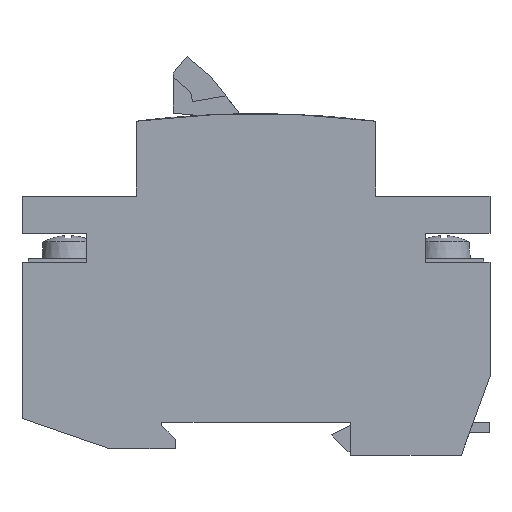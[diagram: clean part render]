
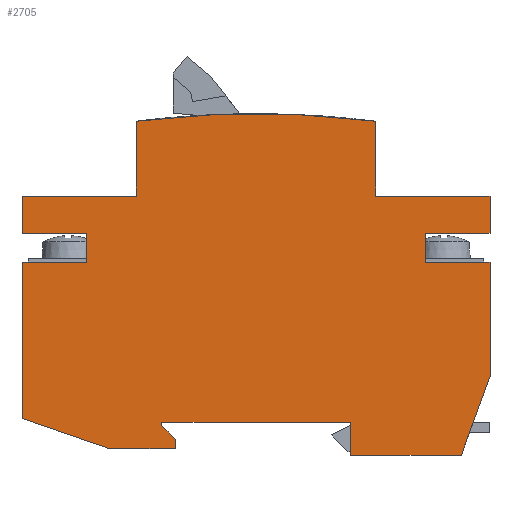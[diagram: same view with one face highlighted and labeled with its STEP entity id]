
A CAD part, left-side view. The second image highlights one B-rep face of the part: STEP entity #2705.
In plain terms, the highlighted planar face has unit normal (-1, 0, 0).
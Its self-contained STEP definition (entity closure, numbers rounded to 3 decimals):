
#2013=PLANE('',#9217);
#2340=FACE_OUTER_BOUND('',#4855,.T.);
#2705=ADVANCED_FACE('1232',(#2340),#2013,.F.);
#3280=LINE('',#12695,#4122);
#3283=LINE('',#12701,#4125);
#3285=LINE('',#12707,#4127);
#3296=LINE('',#12733,#4138);
#3302=LINE('',#12745,#4144);
#3314=LINE('',#12768,#4156);
#3316=LINE('',#12771,#4158);
#3328=LINE('',#12793,#4170);
#3341=LINE('',#12814,#4183);
#3349=LINE('',#12828,#4191);
#3356=LINE('',#12841,#4198);
#3359=LINE('',#12847,#4201);
#3362=LINE('',#12853,#4204);
#3365=LINE('',#12859,#4207);
#3372=LINE('',#12874,#4214);
#3377=LINE('',#12884,#4219);
#3379=LINE('',#12887,#4221);
#3394=LINE('',#12919,#4236);
#3398=LINE('',#12927,#4240);
#3417=LINE('',#12968,#4259);
#3420=LINE('',#12977,#4262);
#3422=LINE('',#12981,#4264);
#3423=LINE('',#12983,#4265);
#4122=VECTOR('',#10047,1.);
#4125=VECTOR('',#10052,1.);
#4127=VECTOR('',#10058,1.);
#4138=VECTOR('',#10083,1.);
#4144=VECTOR('',#10091,1.);
#4156=VECTOR('',#10107,1.);
#4158=VECTOR('',#10111,1.);
#4170=VECTOR('',#10137,1.);
#4183=VECTOR('',#10158,1.);
#4191=VECTOR('',#10168,1.);
#4198=VECTOR('',#10177,1.);
#4201=VECTOR('',#10182,1.);
#4204=VECTOR('',#10187,1.);
#4207=VECTOR('',#10192,1.);
#4214=VECTOR('',#10203,1.);
#4219=VECTOR('',#10210,1.);
#4221=VECTOR('',#10214,1.);
#4236=VECTOR('',#10247,1.);
#4240=VECTOR('',#10253,1.);
#4259=VECTOR('',#10284,1.);
#4262=VECTOR('',#10297,1.);
#4264=VECTOR('',#10301,1.);
#4265=VECTOR('',#10304,1.);
#4855=EDGE_LOOP('',(#5912,#5913,#5914,#5915,#5916,#5917,#5918,#5919,#5920,
#5921,#5922,#5923,#5924,#5925,#5926,#5927,#5928,#5929,#5930,#5931,#5932,
#5933,#5934,#5935));
#5912=ORIENTED_EDGE('',*,*,#8315,.T.);
#5913=ORIENTED_EDGE('',*,*,#8327,.F.);
#5914=ORIENTED_EDGE('',*,*,#8329,.F.);
#5915=ORIENTED_EDGE('',*,*,#8309,.T.);
#5916=ORIENTED_EDGE('',*,*,#8293,.F.);
#5917=ORIENTED_EDGE('',*,*,#8296,.F.);
#5918=ORIENTED_EDGE('',*,*,#8290,.F.);
#5919=ORIENTED_EDGE('',*,*,#8024,.F.);
#5920=ORIENTED_EDGE('',*,*,#8442,.F.);
#5921=ORIENTED_EDGE('',*,*,#8440,.F.);
#5922=ORIENTED_EDGE('',*,*,#8415,.F.);
#5923=ORIENTED_EDGE('',*,*,#8435,.F.);
#5924=ORIENTED_EDGE('',*,*,#8443,.F.);
#5925=ORIENTED_EDGE('',*,*,#8411,.T.);
#5926=ORIENTED_EDGE('',*,*,#8385,.F.);
#5927=ORIENTED_EDGE('',*,*,#8390,.F.);
#5928=ORIENTED_EDGE('',*,*,#8392,.F.);
#5929=ORIENTED_EDGE('',*,*,#8378,.F.);
#5930=ORIENTED_EDGE('',*,*,#8375,.F.);
#5931=ORIENTED_EDGE('',*,*,#8372,.F.);
#5932=ORIENTED_EDGE('',*,*,#8369,.F.);
#5933=ORIENTED_EDGE('',*,*,#8362,.F.);
#5934=ORIENTED_EDGE('',*,*,#8354,.F.);
#5935=ORIENTED_EDGE('',*,*,#8341,.F.);
#7354=VERTEX_POINT('',#12141);
#7356=VERTEX_POINT('',#12145);
#7581=VERTEX_POINT('',#12696);
#7582=VERTEX_POINT('',#12700);
#7583=VERTEX_POINT('',#12702);
#7593=VERTEX_POINT('',#12734);
#7596=VERTEX_POINT('',#12743);
#7598=VERTEX_POINT('',#12746);
#7606=VERTEX_POINT('',#12767);
#7610=VERTEX_POINT('',#12794);
#7614=VERTEX_POINT('',#12815);
#7618=VERTEX_POINT('',#12826);
#7624=VERTEX_POINT('',#12842);
#7626=VERTEX_POINT('',#12848);
#7628=VERTEX_POINT('',#12854);
#7630=VERTEX_POINT('',#12860);
#7635=VERTEX_POINT('',#12873);
#7636=VERTEX_POINT('',#12875);
#7639=VERTEX_POINT('',#12883);
#7648=VERTEX_POINT('',#12920);
#7650=VERTEX_POINT('',#12926);
#7651=VERTEX_POINT('',#12928);
#7666=VERTEX_POINT('',#12967);
#7668=VERTEX_POINT('',#12978);
#8024=EDGE_CURVE('',#7356,#7354,#8972,.T.);
#8290=EDGE_CURVE('',#7354,#7581,#3280,.T.);
#8293=EDGE_CURVE('',#7582,#7583,#3283,.T.);
#8296=EDGE_CURVE('',#7581,#7582,#3285,.T.);
#8309=EDGE_CURVE('',#7593,#7583,#3296,.T.);
#8315=EDGE_CURVE('',#7598,#7596,#3302,.T.);
#8327=EDGE_CURVE('',#7606,#7596,#3314,.T.);
#8329=EDGE_CURVE('',#7593,#7606,#3316,.T.);
#8341=EDGE_CURVE('',#7598,#7610,#3328,.T.);
#8354=EDGE_CURVE('',#7610,#7614,#3341,.T.);
#8362=EDGE_CURVE('',#7614,#7618,#3349,.T.);
#8369=EDGE_CURVE('',#7618,#7624,#3356,.T.);
#8372=EDGE_CURVE('',#7624,#7626,#3359,.T.);
#8375=EDGE_CURVE('',#7626,#7628,#3362,.T.);
#8378=EDGE_CURVE('',#7628,#7630,#3365,.T.);
#8385=EDGE_CURVE('',#7635,#7636,#3372,.T.);
#8390=EDGE_CURVE('',#7639,#7635,#3377,.T.);
#8392=EDGE_CURVE('',#7630,#7639,#3379,.T.);
#8411=EDGE_CURVE('',#7648,#7636,#3394,.T.);
#8415=EDGE_CURVE('',#7650,#7651,#3398,.T.);
#8435=EDGE_CURVE('',#7666,#7650,#3417,.T.);
#8440=EDGE_CURVE('',#7651,#7668,#3420,.T.);
#8442=EDGE_CURVE('',#7668,#7356,#3422,.T.);
#8443=EDGE_CURVE('',#7648,#7666,#3423,.T.);
#8972=CIRCLE('',#9097,180.);
#9097=AXIS2_PLACEMENT_3D('',#12146,#9667,#9668);
#9217=AXIS2_PLACEMENT_3D('',#12984,#10305,#10306);
#9667=DIRECTION('',(1.,0.,0.));
#9668=DIRECTION('',(0.,0.115,0.993));
#10047=DIRECTION('',(0.,0.,-1.));
#10052=DIRECTION('',(0.,0.,-1.));
#10058=DIRECTION('',(0.,-1.,0.));
#10083=DIRECTION('',(0.,-1.,0.));
#10091=DIRECTION('',(0.,0.,1.));
#10107=DIRECTION('',(0.,-1.,0.));
#10111=DIRECTION('',(0.,0.,-1.));
#10137=DIRECTION('',(0.,0.342,-0.94));
#10158=DIRECTION('',(0.,1.,0.));
#10168=DIRECTION('',(0.,0.,1.));
#10177=DIRECTION('',(0.,1.,0.));
#10182=DIRECTION('',(0.,0.,-1.));
#10187=DIRECTION('',(0.,-0.707,-0.707));
#10192=DIRECTION('',(0.,0.,-1.));
#10203=DIRECTION('',(0.,0.,1.));
#10210=DIRECTION('',(0.,0.946,0.326));
#10214=DIRECTION('',(0.,1.,0.));
#10247=DIRECTION('',(0.,1.,0.));
#10253=DIRECTION('',(0.,0.,1.));
#10284=DIRECTION('',(0.,1.,0.));
#10297=DIRECTION('',(0.,-1.,0.));
#10301=DIRECTION('',(0.,0.,1.));
#10304=DIRECTION('',(0.,0.,1.));
#10305=DIRECTION('',(1.,0.,0.));
#10306=DIRECTION('',(0.,1.,0.));
#12141=CARTESIAN_POINT('',(0.,21.5,62.788));
#12145=CARTESIAN_POINT('',(0.,66.5,62.788));
#12146=CARTESIAN_POINT('',(0.,44.,-115.8));
#12695=CARTESIAN_POINT('',(0.,21.5,61.016));
#12696=CARTESIAN_POINT('',(0.,21.5,48.7));
#12700=CARTESIAN_POINT('',(0.,0.,48.7));
#12701=CARTESIAN_POINT('',(0.,0.,46.7));
#12702=CARTESIAN_POINT('',(0.,0.,41.7));
#12707=CARTESIAN_POINT('',(0.,21.5,48.7));
#12733=CARTESIAN_POINT('',(0.,44.,41.7));
#12734=CARTESIAN_POINT('',(0.,12.2,41.7));
#12743=CARTESIAN_POINT('',(0.,0.,36.3));
#12745=CARTESIAN_POINT('',(0.,0.,24.1));
#12746=CARTESIAN_POINT('',(0.,0.,14.836));
#12767=CARTESIAN_POINT('',(0.,12.2,36.3));
#12768=CARTESIAN_POINT('',(0.,75.8,36.3));
#12771=CARTESIAN_POINT('',(0.,12.2,36.3));
#12793=CARTESIAN_POINT('',(0.,0.,14.836));
#12794=CARTESIAN_POINT('',(0.,5.4,0.));
#12814=CARTESIAN_POINT('',(0.,5.4,0.));
#12815=CARTESIAN_POINT('',(0.,26.2,0.));
#12826=CARTESIAN_POINT('',(0.,26.2,6.2));
#12828=CARTESIAN_POINT('',(0.,26.2,2.2));
#12841=CARTESIAN_POINT('',(0.,26.2,6.2));
#12842=CARTESIAN_POINT('',(0.,61.7,6.2));
#12847=CARTESIAN_POINT('',(0.,61.7,6.2));
#12848=CARTESIAN_POINT('',(0.,61.7,5.5));
#12853=CARTESIAN_POINT('',(0.,61.7,5.5));
#12854=CARTESIAN_POINT('',(0.,59.2,3.));
#12859=CARTESIAN_POINT('',(0.,59.2,3.));
#12860=CARTESIAN_POINT('',(0.,59.2,1.2));
#12873=CARTESIAN_POINT('',(0.,88.,6.881));
#12874=CARTESIAN_POINT('',(0.,88.,34.7));
#12875=CARTESIAN_POINT('',(0.,88.,36.3));
#12883=CARTESIAN_POINT('',(0.,71.5,1.2));
#12884=CARTESIAN_POINT('',(0.,71.5,1.2));
#12887=CARTESIAN_POINT('',(0.,59.2,1.2));
#12919=CARTESIAN_POINT('',(0.,76.3,36.3));
#12920=CARTESIAN_POINT('',(0.,75.8,36.3));
#12926=CARTESIAN_POINT('',(0.,88.,41.7));
#12927=CARTESIAN_POINT('',(0.,88.,43.2));
#12928=CARTESIAN_POINT('',(0.,88.,48.7));
#12967=CARTESIAN_POINT('',(0.,75.8,41.7));
#12968=CARTESIAN_POINT('',(0.,12.2,41.7));
#12977=CARTESIAN_POINT('',(0.,21.5,48.7));
#12978=CARTESIAN_POINT('',(0.,66.5,48.7));
#12981=CARTESIAN_POINT('',(0.,66.5,48.7));
#12983=CARTESIAN_POINT('',(0.,75.8,43.2));
#12984=CARTESIAN_POINT('',(0.,44.,48.7));
